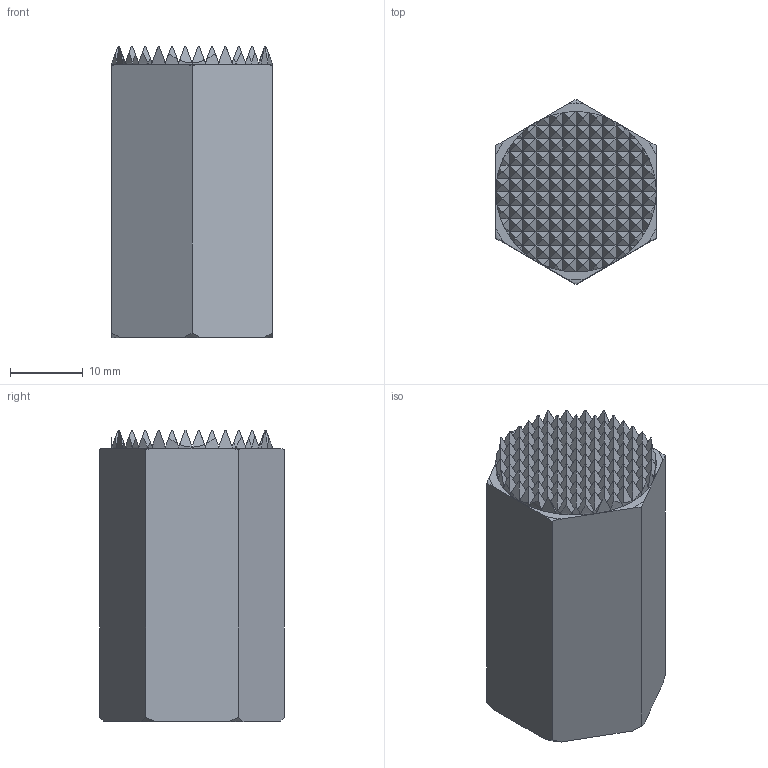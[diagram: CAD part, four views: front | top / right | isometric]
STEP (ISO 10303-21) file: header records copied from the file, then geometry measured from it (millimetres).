
FILE_DESCRIPTION (( 'STEP AP203' ), '1' );
FILE_NAME ('bj812-12040-s.STEP', '2021-10-25T00:32:42', ( '' ), ( '' ), 'SwSTEP 2.0', 'SolidWorks 2020', '' );
FILE_SCHEMA (( 'CONFIG_CONTROL_DESIGN' ));
Length unit declared in the file: millimetre
Products named in the file (1): bj812-12040-s
Bounding box: 22 x 25.4 x 40 mm (x, y, z)
Volume: 13289.6 mm3; surface area: 5423.3 mm2
Topology: 1 solids, 1 shells, 429 faces, 1269 edges, 843 vertices
Faces by surface type: plane 412, torus 7, cone 6, cylinder 4
Entity records: 14154 total; most frequent: CARTESIAN_POINT 2940, ORIENTED_EDGE 2538, DIRECTION 2033, EDGE_CURVE 1269, LINE 1105, VECTOR 1105, VERTEX_POINT 843, AXIS2_PLACEMENT_3D 464
